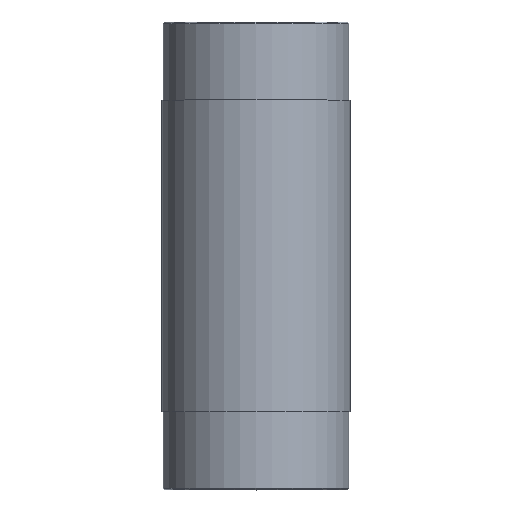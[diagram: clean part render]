
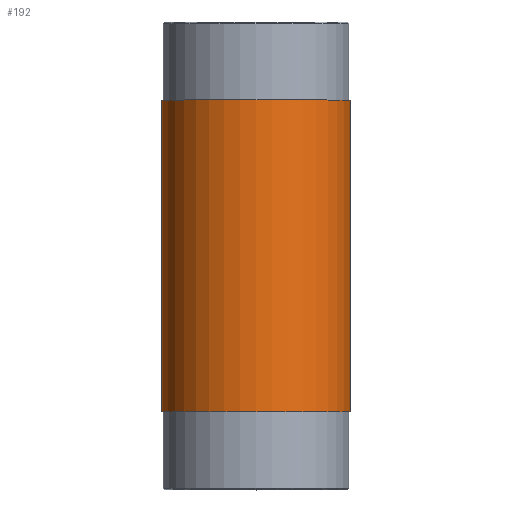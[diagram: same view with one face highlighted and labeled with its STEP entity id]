
A CAD part, top view. The second image highlights one B-rep face of the part: STEP entity #192.
In plain terms, the highlighted cylindrical face has radius 30.15 mm (diameter 60.3 mm), a full revolution.
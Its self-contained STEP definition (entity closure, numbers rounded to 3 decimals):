
#26=ORIENTED_EDGE('',*,*,#46,.T.);
#27=ORIENTED_EDGE('',*,*,#47,.F.);
#46=EDGE_CURVE('',#56,#56,#66,.T.);
#47=EDGE_CURVE('',#57,#57,#67,.T.);
#56=VERTEX_POINT('',#272);
#57=VERTEX_POINT('',#274);
#66=CIRCLE('',#208,30.15);
#67=CIRCLE('',#209,30.15);
#76=EDGE_LOOP('',(#26));
#77=EDGE_LOOP('',(#27));
#96=FACE_BOUND('',#76,.T.);
#97=FACE_BOUND('',#77,.T.);
#116=CYLINDRICAL_SURFACE('',#207,30.15);
#192=ADVANCED_FACE('',(#96,#97),#116,.T.);
#207=AXIS2_PLACEMENT_3D('',#270,#229,#230);
#208=AXIS2_PLACEMENT_3D('',#271,#231,#232);
#209=AXIS2_PLACEMENT_3D('',#273,#233,#234);
#229=DIRECTION('',(0.,1.,0.));
#230=DIRECTION('',(0.,0.,1.));
#231=DIRECTION('',(0.,1.,0.));
#232=DIRECTION('',(1.,0.,0.));
#233=DIRECTION('',(0.,1.,0.));
#234=DIRECTION('',(0.,0.,-1.));
#270=CARTESIAN_POINT('',(0.,-75.,0.));
#271=CARTESIAN_POINT('',(0.,-50.,0.));
#272=CARTESIAN_POINT('',(30.15,-50.,0.));
#273=CARTESIAN_POINT('',(0.,50.,0.));
#274=CARTESIAN_POINT('',(0.,50.,-30.15));
